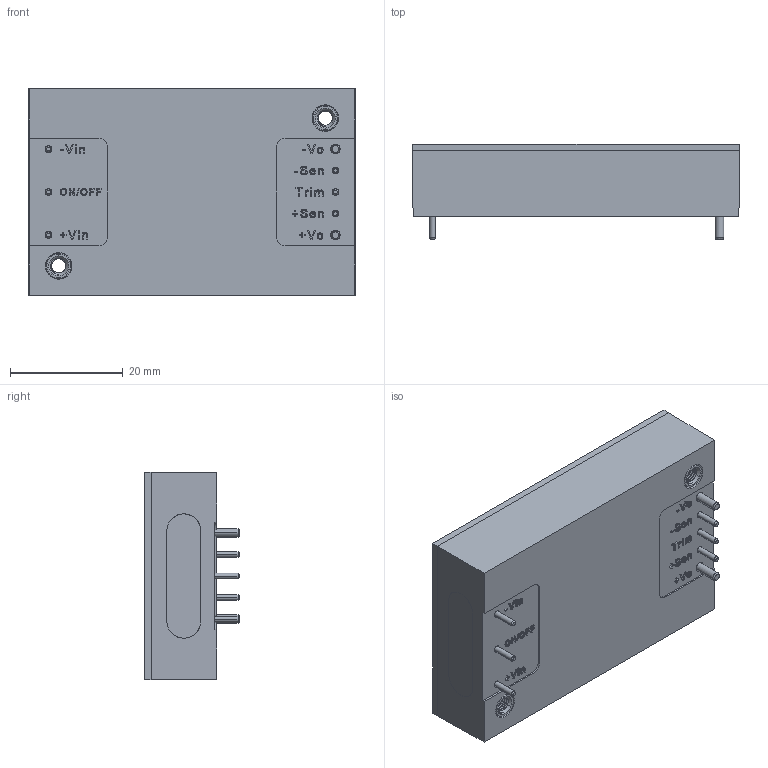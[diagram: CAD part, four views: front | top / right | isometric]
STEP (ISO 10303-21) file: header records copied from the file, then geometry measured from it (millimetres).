
FILE_DESCRIPTION (( 'STEP AP214' ), '1' );
FILE_NAME ('CUI_PRQE75W-E12-S12-D.step', '2022-06-03T13:54:48', ( '' ), ( '' ), 'SwSTEP 2.0', 'SolidWorks 2022', '' );
FILE_SCHEMA (( 'AUTOMOTIVE_DESIGN' ));
Length unit declared in the file: inch
Products named in the file (1): CUI_PRQE75W-E12-S12-D
Bounding box: 57.9 x 16.9 x 36.8 mm (x, y, z)
Volume: 26915.3 mm3; surface area: 19691.1 mm2
Topology: 5 solids, 5 shells, 671 faces, 1794 edges, 1190 vertices
Faces by surface type: plane 348, cylinder 142, bspline 127, cone 54
Entity records: 32094 total; most frequent: CARTESIAN_POINT 16497, ORIENTED_EDGE 3588, DIRECTION 2598, EDGE_CURVE 1794, VERTEX_POINT 1190, VECTOR 1144, LINE 1144, EDGE_LOOP 762
